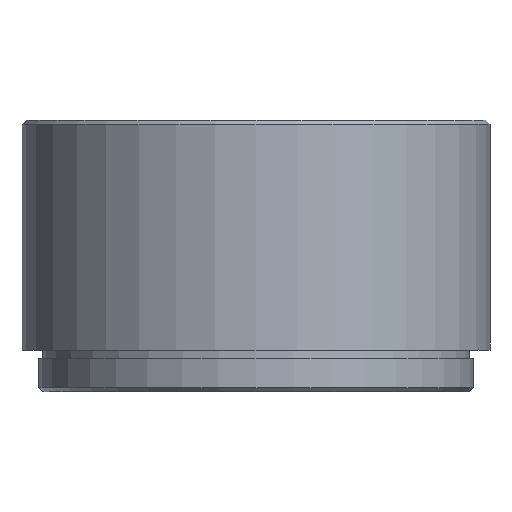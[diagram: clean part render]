
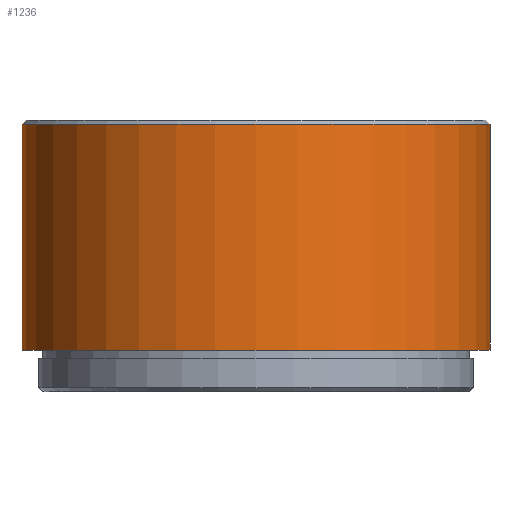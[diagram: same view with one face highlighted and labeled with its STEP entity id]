
A CAD part, front view. The second image highlights one B-rep face of the part: STEP entity #1236.
In plain terms, the highlighted cylindrical face has radius 28 mm (diameter 56 mm), a partial arc.
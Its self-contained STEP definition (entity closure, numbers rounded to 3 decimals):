
#68 = DIRECTION ( 'NONE',  ( 0., 0., -1. ) ) ;
#75 = EDGE_CURVE ( 'NONE', #350, #1491, #1496, .T. ) ;
#101 = DIRECTION ( 'NONE',  ( 0., 0., -1. ) ) ;
#181 = AXIS2_PLACEMENT_3D ( 'NONE', #941, #642, #1466 ) ;
#216 = LINE ( 'NONE', #1160, #909 ) ;
#346 = CARTESIAN_POINT ( 'NONE',  ( 0., 0., 32.5 ) ) ;
#350 = VERTEX_POINT ( 'NONE', #869 ) ;
#406 = CARTESIAN_POINT ( 'NONE',  ( -28., 0., 32. ) ) ;
#507 = DIRECTION ( 'NONE',  ( 1., 0., 0. ) ) ;
#596 = CIRCLE ( 'NONE', #1338, 28. ) ;
#606 = ORIENTED_EDGE ( 'NONE', *, *, #1303, .T. ) ;
#626 = DIRECTION ( 'NONE',  ( -1., 0., 0. ) ) ;
#642 = DIRECTION ( 'NONE',  ( 0., 0., -1. ) ) ;
#757 = VECTOR ( 'NONE', #101, 1000. ) ;
#779 = ORIENTED_EDGE ( 'NONE', *, *, #75, .F. ) ;
#869 = CARTESIAN_POINT ( 'NONE',  ( 28., 0., 5. ) ) ;
#898 = EDGE_CURVE ( 'NONE', #1333, #1491, #1348, .T. ) ;
#901 = ORIENTED_EDGE ( 'NONE', *, *, #898, .T. ) ;
#909 = VECTOR ( 'NONE', #68, 1000. ) ;
#924 = CARTESIAN_POINT ( 'NONE',  ( 0., 0., 32. ) ) ;
#941 = CARTESIAN_POINT ( 'NONE',  ( 0., 0., 5. ) ) ;
#956 = VERTEX_POINT ( 'NONE', #1627 ) ;
#975 = CARTESIAN_POINT ( 'NONE',  ( -28., 0., 5. ) ) ;
#1044 = DIRECTION ( 'NONE',  ( 0., 0., -1. ) ) ;
#1101 = CARTESIAN_POINT ( 'NONE',  ( -28., 0., 32.5 ) ) ;
#1151 = AXIS2_PLACEMENT_3D ( 'NONE', #346, #1044, #626 ) ;
#1160 = CARTESIAN_POINT ( 'NONE',  ( 28., 0., 32.5 ) ) ;
#1177 = EDGE_CURVE ( 'NONE', #956, #350, #216, .T. ) ;
#1189 = FACE_OUTER_BOUND ( 'NONE', #1661, .T. ) ;
#1236 = ADVANCED_FACE ( 'NONE', ( #1189 ), #1698, .T. ) ;
#1303 = EDGE_CURVE ( 'NONE', #956, #1333, #596, .T. ) ;
#1333 = VERTEX_POINT ( 'NONE', #406 ) ;
#1338 = AXIS2_PLACEMENT_3D ( 'NONE', #924, #1728, #507 ) ;
#1348 = LINE ( 'NONE', #1101, #757 ) ;
#1466 = DIRECTION ( 'NONE',  ( -1., 0., 0. ) ) ;
#1491 = VERTEX_POINT ( 'NONE', #975 ) ;
#1496 = CIRCLE ( 'NONE', #181, 28. ) ;
#1521 = ORIENTED_EDGE ( 'NONE', *, *, #1177, .F. ) ;
#1627 = CARTESIAN_POINT ( 'NONE',  ( 28., 0., 32. ) ) ;
#1661 = EDGE_LOOP ( 'NONE', ( #1521, #606, #901, #779 ) ) ;
#1698 = CYLINDRICAL_SURFACE ( 'NONE', #1151, 28. ) ;
#1728 = DIRECTION ( 'NONE',  ( 0., 0., -1. ) ) ;
